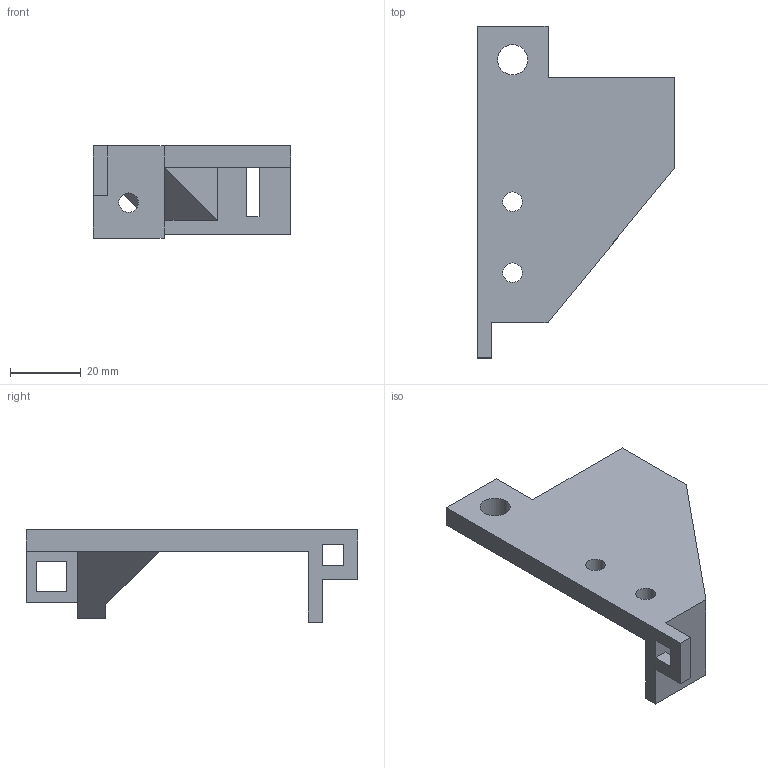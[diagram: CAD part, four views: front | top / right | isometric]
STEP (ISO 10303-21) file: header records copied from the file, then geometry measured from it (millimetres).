
FILE_DESCRIPTION(/* description */ ('STEP AP242','CAx-IF Rec.Pracs.---Representation and Presentation of Product Manufacturing Information (PMI)---4.0---2014-10-13','CAx-IF Rec.Pracs.---3D Tessellated Geometry---0.4---2014-09-14','2;1'),/* implementation_level */ '2;1');
FILE_NAME(/* name */ '63779fd59bae95224b634f4d',/* time_stamp */ '2022-11-18T15:08:05+00:00',/* author */ (''),/* organization */ (''),/* preprocessor_version */ 'ST-DEVELOPER v18.102',/* originating_system */ ' ',/* authorisation */ ' ');
FILE_SCHEMA (('AP242_MANAGED_MODEL_BASED_3D_ENGINEERING_MIM_LF { 1 0 10303 442 1 1 4 }'));
Length unit declared in the file: metre
Products named in the file (1): 2
Bounding box: 55.75 x 93.5 x 26 mm (x, y, z)
Volume: 31154.1 mm3; surface area: 12262.1 mm2
Topology: 1 solids, 1 shells, 38 faces, 112 edges, 75 vertices
Faces by surface type: plane 33, cylinder 5
Full cylindrical faces by diameter (mm): 2.5 x1, 5.5 x3, 8.5 x1
Entity records: 1261 total; most frequent: CARTESIAN_POINT 217, ORIENTED_EDGE 210, DIRECTION 193, EDGE_CURVE 105, LINE 95, VECTOR 95, VERTEX_POINT 73, EDGE_LOOP 56
